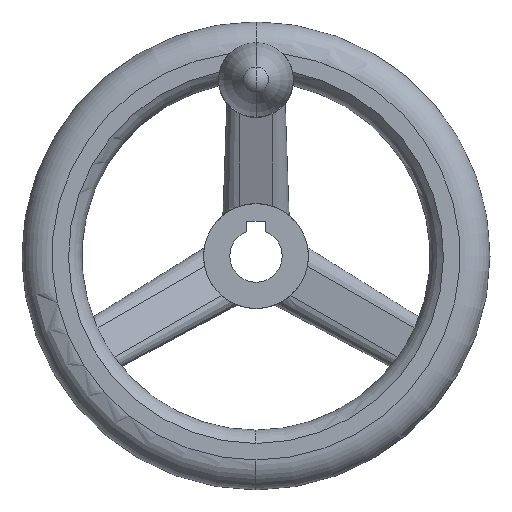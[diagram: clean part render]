
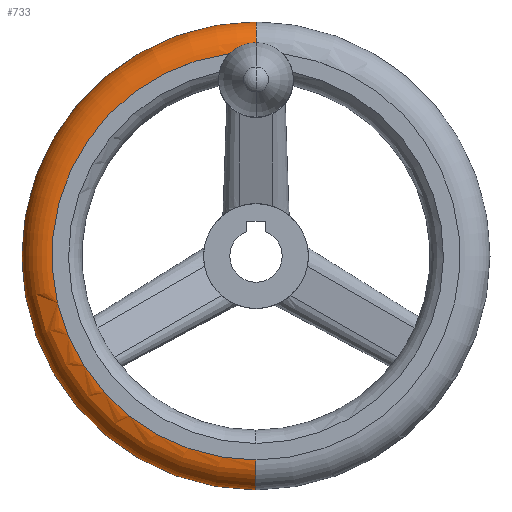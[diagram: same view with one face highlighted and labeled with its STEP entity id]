
A CAD part, top view. The second image highlights one B-rep face of the part: STEP entity #733.
In plain terms, the highlighted toroidal (fillet/blend) face has major radius 54.5 mm and minor radius 8 mm.
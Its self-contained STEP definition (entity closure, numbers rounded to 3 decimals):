
#283=VERTEX_POINT('',#817);
#303=VERTEX_POINT('',#842);
#323=VERTEX_POINT('',#863);
#335=EDGE_CURVE('',#323,#761,#877,.T.);
#341=EDGE_CURVE('',#323,#283,#884,.T.);
#349=VERTEX_POINT('',#892);
#367=EDGE_CURVE('',#303,#283,#910,.T.);
#733=ADVANCED_FACE('',(#1313),#1314,.T.);
#761=VERTEX_POINT('',#1347);
#775=EDGE_CURVE('',#303,#349,#1362,.T.);
#785=EDGE_CURVE('',#761,#349,#1372,.T.);
#817=CARTESIAN_POINT('',(0.,-62.5,28.0));
#842=CARTESIAN_POINT('',(0.,62.5,28.0));
#863=CARTESIAN_POINT('',(0.,-54.5,36.0));
#877=CIRCLE('',#1504,54.5);
#884=CIRCLE('',#1514,8.0);
#892=CARTESIAN_POINT('',(0.,54.5,36.0));
#910=CIRCLE('',#1629,62.5);
#1313=FACE_OUTER_BOUND('',#2595,.T.);
#1314=TOROIDAL_SURFACE('',#2596,54.5,8.0);
#1347=CARTESIAN_POINT('',(-7.107,54.035,36.));
#1362=CIRCLE('',#2687,8.0);
#1372=CIRCLE('',#2699,54.5);
#1504=AXIS2_PLACEMENT_3D('',#2842,#2843,#2844);
#1514=AXIS2_PLACEMENT_3D('',#2858,#2859,#2860);
#1629=AXIS2_PLACEMENT_3D('',#2871,#2872,#2873);
#2595=EDGE_LOOP('',(#3355,#3356,#3357,#3358,#3359));
#2596=AXIS2_PLACEMENT_3D('',#3360,#3361,#3362);
#2687=AXIS2_PLACEMENT_3D('',#3425,#3426,#3427);
#2699=AXIS2_PLACEMENT_3D('',#3431,#3432,#3433);
#2842=CARTESIAN_POINT('',(0.,0.,36.0));
#2843=DIRECTION('',(0.,0.,-1.0));
#2844=DIRECTION('',(0.,1.0,0.));
#2858=CARTESIAN_POINT('',(0.,-54.5,28.0));
#2859=DIRECTION('',(1.0,0.,0.));
#2860=DIRECTION('',(0.,-1.0,0.));
#2871=CARTESIAN_POINT('',(0.,0.,28.0));
#2872=DIRECTION('',(0.,0.,1.0));
#2873=DIRECTION('',(1.0,0.0,0.));
#3355=ORIENTED_EDGE('',*,*,#367,.T.);
#3356=ORIENTED_EDGE('',*,*,#341,.F.);
#3357=ORIENTED_EDGE('',*,*,#335,.T.);
#3358=ORIENTED_EDGE('',*,*,#785,.T.);
#3359=ORIENTED_EDGE('',*,*,#775,.F.);
#3360=CARTESIAN_POINT('',(0.,0.,28.0));
#3361=DIRECTION('',(0.,0.,1.0));
#3362=DIRECTION('',(0.,1.0,0.0));
#3425=CARTESIAN_POINT('',(0.,54.5,28.0));
#3426=DIRECTION('',(1.0,0.,0.));
#3427=DIRECTION('',(0.,1.0,0.));
#3431=CARTESIAN_POINT('',(0.,0.,36.0));
#3432=DIRECTION('',(0.,0.,-1.0));
#3433=DIRECTION('',(0.,1.0,0.));
